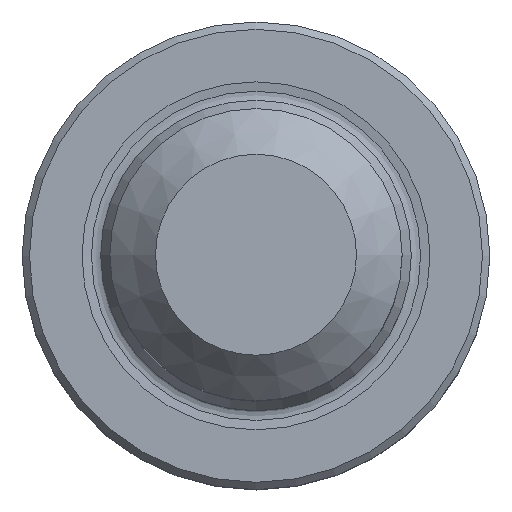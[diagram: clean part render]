
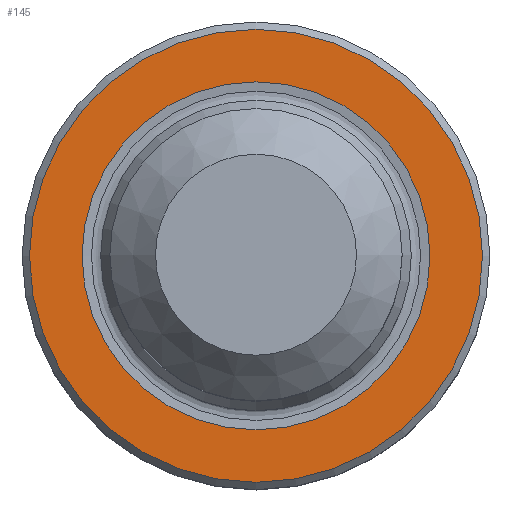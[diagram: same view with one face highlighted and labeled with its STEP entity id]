
A CAD part, top view. The second image highlights one B-rep face of the part: STEP entity #145.
In plain terms, the highlighted planar face has unit normal (0, 0, 1).
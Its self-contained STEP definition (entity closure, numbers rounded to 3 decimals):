
#123=PLANE('',#548);
#145=ADVANCED_FACE('',(#188,#189),#123,.F.);
#188=FACE_BOUND('',#247,.T.);
#189=FACE_BOUND('',#248,.T.);
#247=EDGE_LOOP('',(#307));
#248=EDGE_LOOP('',(#308));
#307=ORIENTED_EDGE('',*,*,#390,.T.);
#308=ORIENTED_EDGE('',*,*,#391,.T.);
#360=VERTEX_POINT('',#746);
#361=VERTEX_POINT('',#748);
#390=EDGE_CURVE('',#360,#360,#420,.T.);
#391=EDGE_CURVE('',#361,#361,#421,.T.);
#420=CIRCLE('',#546,6.2);
#421=CIRCLE('',#547,4.762);
#546=AXIS2_PLACEMENT_3D('',#745,#630,#631);
#547=AXIS2_PLACEMENT_3D('',#747,#632,#633);
#548=AXIS2_PLACEMENT_3D('',#749,#634,#635);
#630=DIRECTION('',(0.,0.,1.));
#631=DIRECTION('',(-1.,0.,0.));
#632=DIRECTION('',(0.,0.,-1.));
#633=DIRECTION('',(-1.,0.,0.));
#634=DIRECTION('',(0.,0.,-1.));
#635=DIRECTION('',(-1.,0.,0.));
#745=CARTESIAN_POINT('',(0.,0.,0.));
#746=CARTESIAN_POINT('',(-6.2,0.,0.));
#747=CARTESIAN_POINT('',(0.,0.,0.));
#748=CARTESIAN_POINT('',(-4.762,0.,0.));
#749=CARTESIAN_POINT('',(-4.762,0.,0.));
